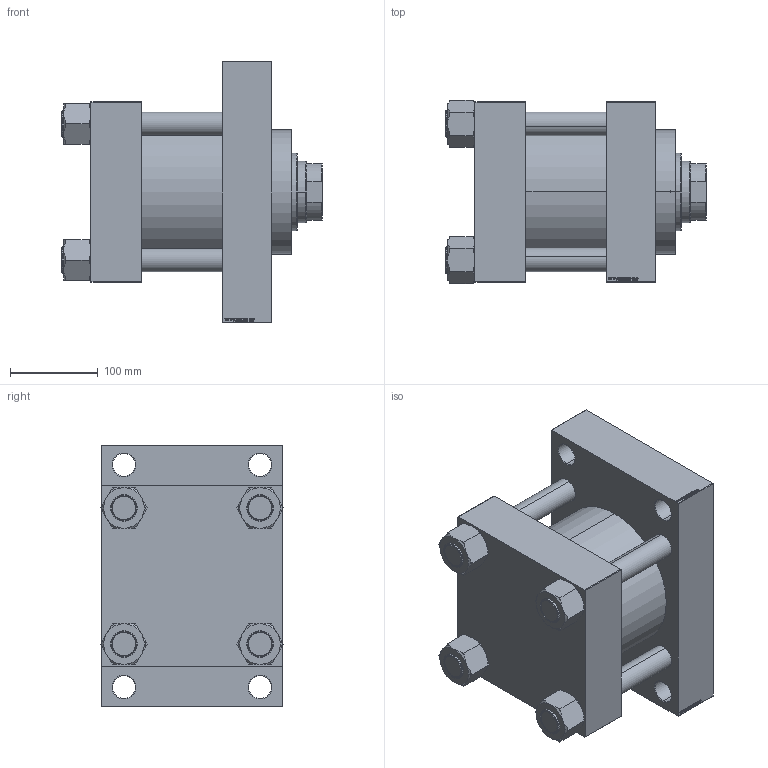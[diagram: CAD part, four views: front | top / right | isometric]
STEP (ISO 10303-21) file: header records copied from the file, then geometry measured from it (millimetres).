
FILE_DESCRIPTION (( 'STEP AP203' ), '1' );
FILE_NAME ('e362.STEP', '2022-04-14T15:06:56', ( '' ), ( '' ), 'SwSTEP 2.0', 'SolidWorks 2019', '' );
FILE_SCHEMA (( 'CONFIG_CONTROL_DESIGN' ));
Length unit declared in the file: millimetre
Products named in the file (6): V215CR_VCP_D cd8a97fbed138da8fc56a55e9bd14af6; NUT_M5_D cd8a97fbed138da8fc56a55e9bd14af6; V215CR_D_Body cd8a97fbed138da8fc56a55e9bd14af6; V215_VC_A cd8a97fbed138da8fc56a55e9bd14af6; V215CR_D_TYCINKA cd8a97fbed138da8fc56a55e9bd14af6; e362
Assembly tree (11 placements, depth 2):
  e362
    V215CR_D_Body cd8a97fbed138da8fc56a55e9bd14af6
    V215CR_VCP_D cd8a97fbed138da8fc56a55e9bd14af6
    NUT_M5_D cd8a97fbed138da8fc56a55e9bd14af6  x4
    V215CR_D_TYCINKA cd8a97fbed138da8fc56a55e9bd14af6  x4
    V215_VC_A cd8a97fbed138da8fc56a55e9bd14af6
Bounding box: 296 x 208.14 x 297 mm (x, y, z)
Volume: 7895600.3 mm3; surface area: 725052 mm2
Topology: 11 solids, 11 shells, 1155 faces, 2918 edges, 1897 vertices
Faces by surface type: plane 546, bspline 368, cone 142, cylinder 91, torus 8
Entity records: 47866 total; most frequent: CARTESIAN_POINT 25247, ORIENTED_EDGE 5100, DIRECTION 3290, EDGE_CURVE 2550, VERTEX_POINT 1675, VECTOR 1530, LINE 1530, EDGE_LOOP 1131
